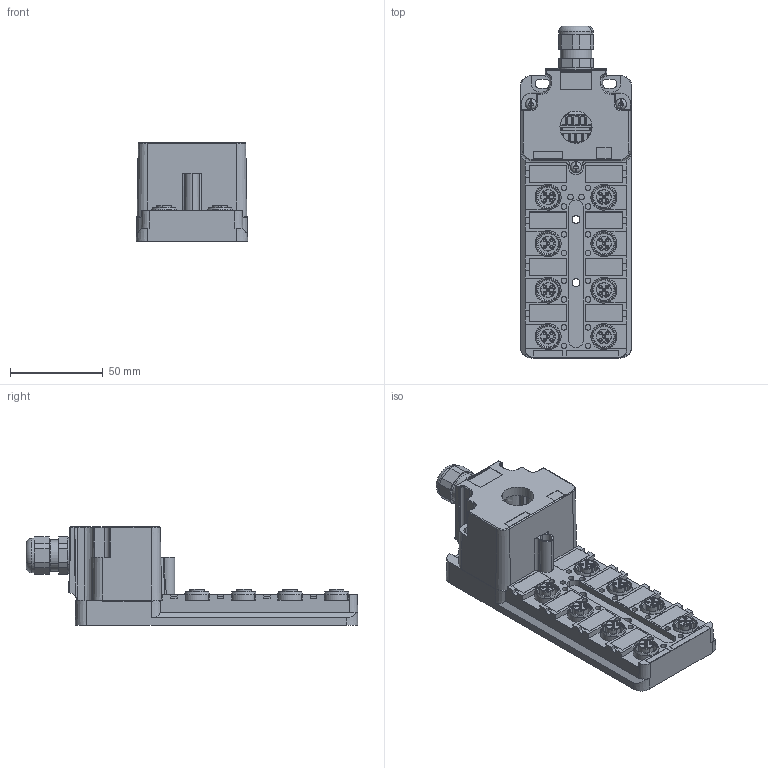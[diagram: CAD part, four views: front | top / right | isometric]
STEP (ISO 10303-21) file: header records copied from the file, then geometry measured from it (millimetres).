
FILE_DESCRIPTION(('CATIA V5 STEP Exchange','CAx-IF Rec.Pracs.--- Model Styling and Organization---1.4--- 2014-01-23'),'2;1');
FILE_NAME ('018991-2_1', '2020-01-08T07:04:42+00:00', ('none'), ('Weidmueller'), 'CATIA Version 5-6 Release 2016 SP3 HF44', 'CATIA V5 STEP AP214', 'none');
FILE_SCHEMA(('AUTOMOTIVE_DESIGN { 1 0 10303 214 1 1 1 1 }'));
Products named in the file (1): 1701253000
Bounding box: 60 x 178.5 x 53 mm (x, y, z)
Volume: 179854.5 mm3; surface area: 96095 mm2
Topology: 46 solids, 47 shells, 3423 faces, 8613 edges, 5506 vertices
Faces by surface type: plane 1764, cylinder 1065, cone 434, torus 136, sphere 16, bspline 8
Entity records: 95357 total; most frequent: CARTESIAN_POINT 19174, ORIENTED_EDGE 17186, DIRECTION 12532, EDGE_CURVE 8593, VERTEX_POINT 5506, AXIS2_PLACEMENT_3D 5347, VECTOR 4835, LINE 4835
